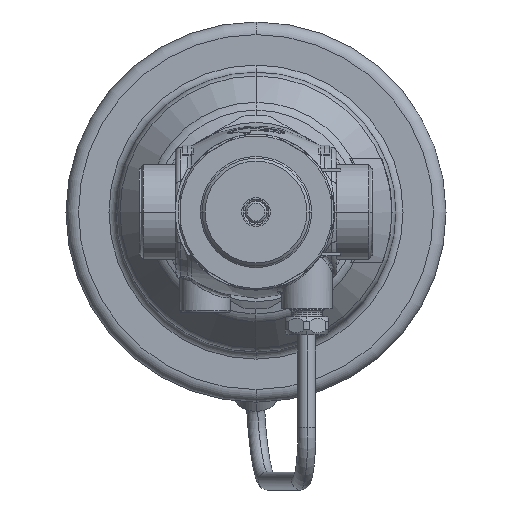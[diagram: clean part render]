
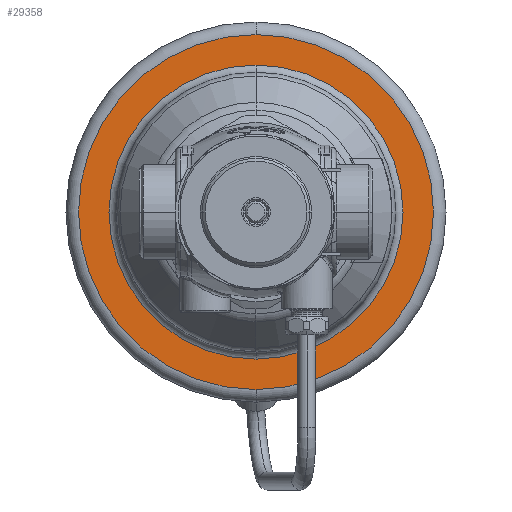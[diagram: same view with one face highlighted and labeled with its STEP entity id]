
A CAD part, front view. The second image highlights one B-rep face of the part: STEP entity #29358.
In plain terms, the highlighted planar face has unit normal (0, -1, 0).
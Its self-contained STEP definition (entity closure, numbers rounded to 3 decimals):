
#28247=CARTESIAN_POINT('',(0.,-5.,0.));
#28248=DIRECTION('',(0.,1.,0.));
#28249=DIRECTION('',(-1.,0.,0.));
#28250=AXIS2_PLACEMENT_3D('',#28247,#28248,#28249);
#28252=CARTESIAN_POINT('',(0.,-5.,0.));
#28253=DIRECTION('',(0.,1.,0.));
#28254=DIRECTION('',(1.,0.,0.));
#28255=AXIS2_PLACEMENT_3D('',#28252,#28253,#28254);
#28257=CARTESIAN_POINT('',(0.,-5.,0.));
#28258=DIRECTION('',(0.,-1.,0.));
#28259=DIRECTION('',(-1.,0.,0.));
#28260=AXIS2_PLACEMENT_3D('',#28257,#28258,#28259);
#28262=CARTESIAN_POINT('',(0.,-5.,0.));
#28263=DIRECTION('',(0.,-1.,0.));
#28264=DIRECTION('',(1.,0.,0.));
#28265=AXIS2_PLACEMENT_3D('',#28262,#28263,#28264);
#28623=CARTESIAN_POINT('',(-49.5,-5.,0.));
#28624=VERTEX_POINT('',#28623);
#28625=CARTESIAN_POINT('',(49.5,-5.,0.));
#28626=VERTEX_POINT('',#28625);
#28719=CARTESIAN_POINT('',(-41.,-5.,0.));
#28720=CARTESIAN_POINT('',(41.,-5.,0.));
#28721=VERTEX_POINT('',#28719);
#28722=VERTEX_POINT('',#28720);
#29343=CARTESIAN_POINT('',(0.,-5.,0.));
#29344=DIRECTION('',(0.,-1.,0.));
#29345=DIRECTION('',(-1.,0.,0.));
#29346=AXIS2_PLACEMENT_3D('',#29343,#29344,#29345);
#29347=PLANE('',#29346);
#29348=ORIENTED_EDGE('',*,*,#28837,.T.);
#29349=ORIENTED_EDGE('',*,*,#28851,.T.);
#29350=EDGE_LOOP('',(#29348,#29349));
#29351=FACE_OUTER_BOUND('',#29350,.F.);
#29353=ORIENTED_EDGE('',*,*,#29352,.T.);
#29355=ORIENTED_EDGE('',*,*,#29354,.T.);
#29356=EDGE_LOOP('',(#29353,#29355));
#29357=FACE_BOUND('',#29356,.F.);
#29358=ADVANCED_FACE('',(#29351,#29357),#29347,.T.);
#28251=CIRCLE('',#28250,49.5);
#28256=CIRCLE('',#28255,49.5);
#28261=CIRCLE('',#28260,41.);
#28266=CIRCLE('',#28265,41.);
#28837=EDGE_CURVE('',#28624,#28626,#28251,.T.);
#28851=EDGE_CURVE('',#28626,#28624,#28256,.T.);
#29352=EDGE_CURVE('',#28721,#28722,#28261,.T.);
#29354=EDGE_CURVE('',#28722,#28721,#28266,.T.);
